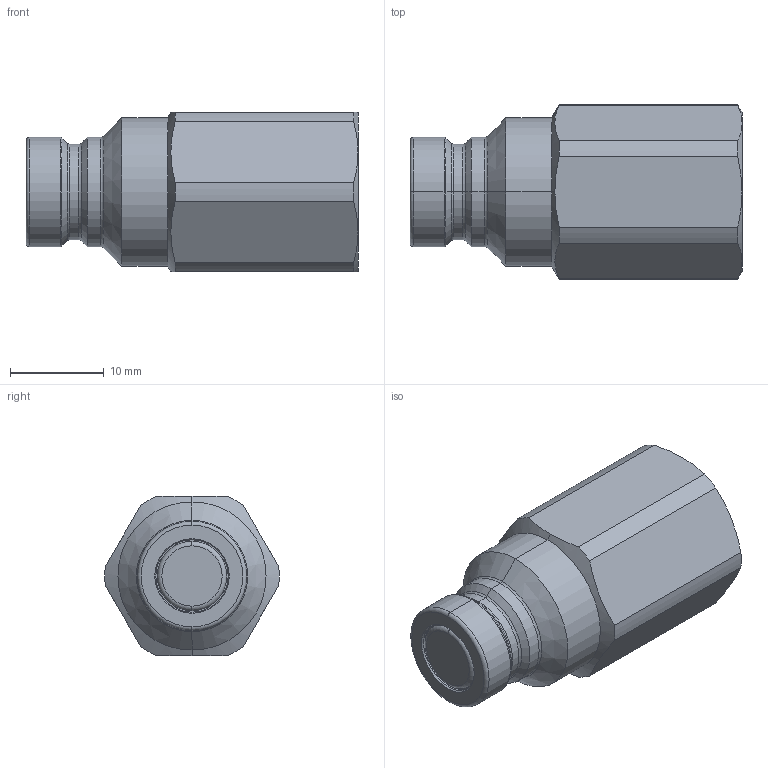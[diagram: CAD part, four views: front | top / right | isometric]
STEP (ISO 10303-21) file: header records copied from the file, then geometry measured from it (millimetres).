
FILE_DESCRIPTION (( 'STEP AP214' ), '1' );
FILE_NAME ('FEM-122-2FB.STEP', '2015-08-25T15:14:03', ( 'admin' ), ( 'Microsoft' ), 'SwSTEP 2.0', 'SolidWorks 2009', '' );
FILE_SCHEMA (( 'AUTOMOTIVE_DESIGN' ));
Length unit declared in the file: millimetre
Products named in the file (1): FEM-122-2FB
Bounding box: 35.4 x 18.59 x 17 mm (x, y, z)
Volume: 6547.1 mm3; surface area: 2448.1 mm2
Topology: 1 solids, 1 shells, 60 faces, 130 edges, 74 vertices
Faces by surface type: cone 20, cylinder 18, torus 12, plane 10
Entity records: 1713 total; most frequent: CARTESIAN_POINT 373, DIRECTION 304, ORIENTED_EDGE 260, AXIS2_PLACEMENT_3D 133, EDGE_CURVE 130, VERTEX_POINT 74, CIRCLE 72, EDGE_LOOP 62
